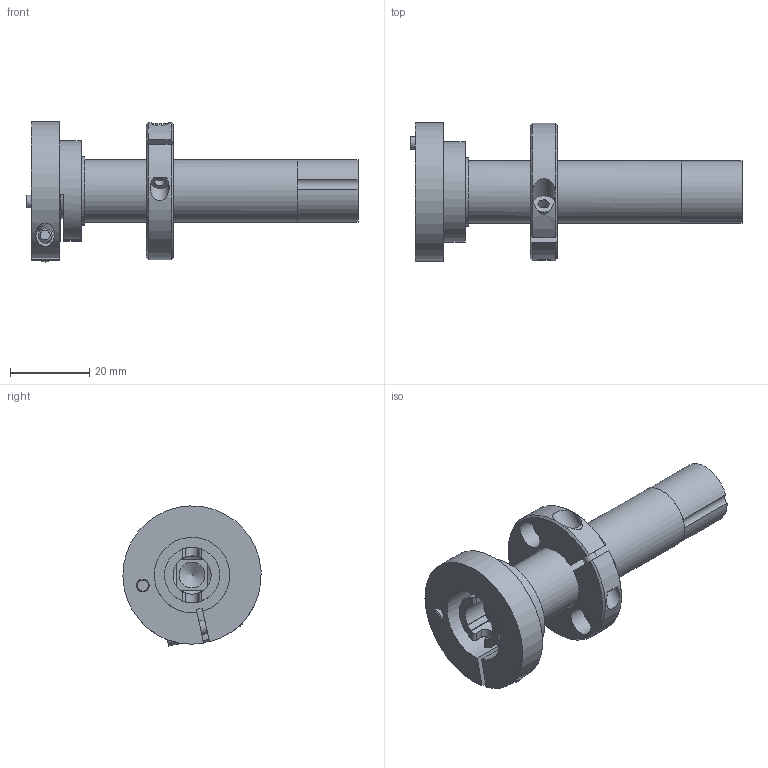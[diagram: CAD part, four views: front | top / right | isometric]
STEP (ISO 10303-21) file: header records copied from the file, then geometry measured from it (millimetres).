
FILE_DESCRIPTION((''),'2;1');
FILE_NAME('3SOAMMP Standoff.stp','2013-11-12T12:30:12',('Franzp'),(''),'Autodesk Inventor 2013','Autodesk Inventor 2013','');
FILE_SCHEMA(('AUTOMOTIVE_DESIGN { 1 0 10303 214 1 1 1 1 }'));
Length unit declared in the file: millimetre
Products named in the file (12): 310238; 310206; 310501; 950001; 310230; 310100; 310124; 320401; 310517
Assembly tree (11 placements, depth 3):
  310238
    310206
      310206
      310501
      950001
    310230
      310230
      310100
      310124
    320401
      320401
      310517
Bounding box: 83.82 x 34.89 x 35.38 mm (x, y, z)
Volume: 19919.5 mm3; surface area: 19272.7 mm2
Topology: 8 solids, 8 shells, 181 faces, 431 edges, 277 vertices
Faces by surface type: plane 116, cylinder 48, cone 17
Full cylindrical faces by diameter (mm): 2.642 x2, 3.17 x1, 3.183 x1, 3.51 x2, 3.68 x2, 4.32 x2, 4.75 x1, 5.65 x2, 5.84 x1, 6.53 x2, 7 x2, 9.6 x1, 12.7 x1, 13.208 x1, 13.39 x1, 13.52 x1, 13.97 x1, 15.875 x1
Entity records: 5568 total; most frequent: CARTESIAN_POINT 1162, DIRECTION 882, ORIENTED_EDGE 776, EDGE_CURVE 388, AXIS2_PLACEMENT_3D 318, VERTEX_POINT 268, VECTOR 246, LINE 246
